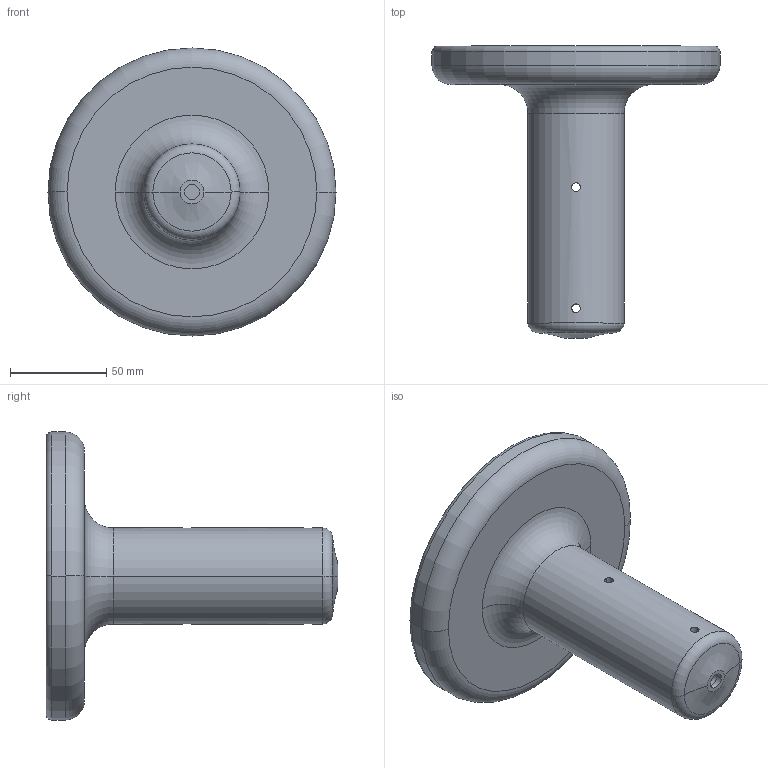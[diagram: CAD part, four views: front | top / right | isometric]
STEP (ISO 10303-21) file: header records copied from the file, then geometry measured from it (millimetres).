
FILE_DESCRIPTION((''),'2;1');
FILE_NAME('TOURELLE_V2','2025-02-28T11:29:48',('boure'),(''),'CREO PARAMETRIC BY PTC INC, 2024063','CREO PARAMETRIC BY PTC INC, 2024063','');
FILE_SCHEMA(('CONFIG_CONTROL_DESIGN'));
Length unit declared in the file: millimetre
Products named in the file (1): TOURELLE_V2
Bounding box: 150 x 152 x 150 mm (x, y, z)
Volume: 590648.2 mm3; surface area: 65466.5 mm2
Topology: 1 solids, 1 shells, 38 faces, 100 edges, 66 vertices
Faces by surface type: plane 14, cylinder 14, torus 8, bspline 2
Entity records: 1520 total; most frequent: CARTESIAN_POINT 534, ORIENTED_EDGE 200, DIRECTION 188, EDGE_CURVE 100, AXIS2_PLACEMENT_3D 72, VERTEX_POINT 66, EDGE_LOOP 48, VECTOR 44
